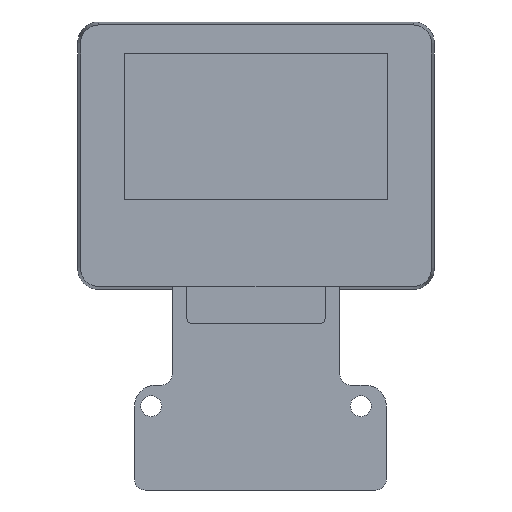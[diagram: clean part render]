
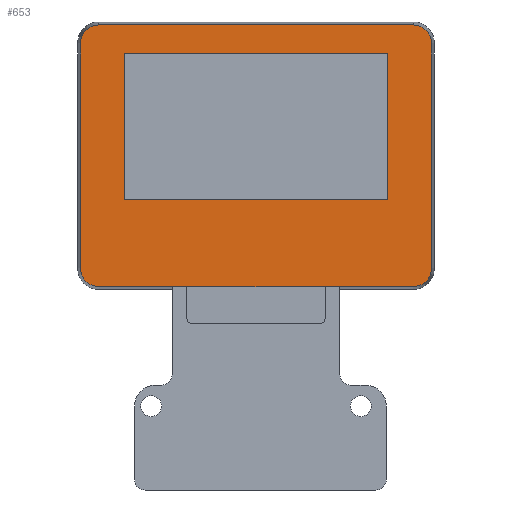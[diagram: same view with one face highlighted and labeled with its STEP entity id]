
A CAD part, front view. The second image highlights one B-rep face of the part: STEP entity #653.
In plain terms, the highlighted planar face has unit normal (0, -1, 0).
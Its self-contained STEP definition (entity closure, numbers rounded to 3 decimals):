
#6 = DIRECTION ( 'NONE',  ( 0., 0., -1. ) ) ;
#63 = ORIENTED_EDGE ( 'NONE', *, *, #1964, .F. ) ;
#130 = VECTOR ( 'NONE', #1317, 1000. ) ;
#134 = CARTESIAN_POINT ( 'NONE',  ( -6.29, -4., -2.105 ) ) ;
#168 = AXIS2_PLACEMENT_3D ( 'NONE', #650, #1995, #6 ) ;
#239 = VERTEX_POINT ( 'NONE', #418 ) ;
#287 = DIRECTION ( 'NONE',  ( 0., 0., -1. ) ) ;
#304 = VECTOR ( 'NONE', #2449, 1000. ) ;
#316 = ORIENTED_EDGE ( 'NONE', *, *, #1183, .F. ) ;
#369 = EDGE_CURVE ( 'NONE', #1944, #2799, #570, .T. ) ;
#375 = CARTESIAN_POINT ( 'NONE',  ( -8.36, -4., -5.375 ) ) ;
#377 = ORIENTED_EDGE ( 'NONE', *, *, #2709, .F. ) ;
#380 = EDGE_LOOP ( 'NONE', ( #2732, #1405, #316, #1824 ) ) ;
#401 = VECTOR ( 'NONE', #287, 1000. ) ;
#408 = AXIS2_PLACEMENT_3D ( 'NONE', #1612, #980, #2309 ) ;
#416 = VECTOR ( 'NONE', #1691, 1000. ) ;
#418 = CARTESIAN_POINT ( 'NONE',  ( 6.29, -4., 4.875 ) ) ;
#478 = CARTESIAN_POINT ( 'NONE',  ( -7.5, -4., -6.235 ) ) ;
#565 = LINE ( 'NONE', #846, #416 ) ;
#570 = LINE ( 'NONE', #2327, #304 ) ;
#618 = LINE ( 'NONE', #856, #2623 ) ;
#650 = CARTESIAN_POINT ( 'NONE',  ( -7.5, -4., -5.375 ) ) ;
#653 = ADVANCED_FACE ( 'NONE', ( #1450, #2075 ), #1827, .T. ) ;
#759 = LINE ( 'NONE', #2263, #401 ) ;
#792 = VERTEX_POINT ( 'NONE', #1588 ) ;
#846 = CARTESIAN_POINT ( 'NONE',  ( 8.36, -4., 5.375 ) ) ;
#849 = LINE ( 'NONE', #1507, #1636 ) ;
#856 = CARTESIAN_POINT ( 'NONE',  ( -6.29, -4., -2.105 ) ) ;
#925 = CARTESIAN_POINT ( 'NONE',  ( -7.5, -4., 5.375 ) ) ;
#927 = VECTOR ( 'NONE', #2782, 1000. ) ;
#980 = DIRECTION ( 'NONE',  ( 0., 1., 0. ) ) ;
#987 = VERTEX_POINT ( 'NONE', #1904 ) ;
#1028 = DIRECTION ( 'NONE',  ( -1., 0., 0. ) ) ;
#1039 = DIRECTION ( 'NONE',  ( 0., 0., -1. ) ) ;
#1067 = VERTEX_POINT ( 'NONE', #2660 ) ;
#1109 = DIRECTION ( 'NONE',  ( 0., 0., -1. ) ) ;
#1171 = LINE ( 'NONE', #2639, #2648 ) ;
#1183 = EDGE_CURVE ( 'NONE', #1067, #2371, #759, .T. ) ;
#1241 = EDGE_LOOP ( 'NONE', ( #2397, #2802, #2587, #377, #2196, #1924, #63, #2524 ) ) ;
#1261 = CARTESIAN_POINT ( 'NONE',  ( 7.5, -4., 5.375 ) ) ;
#1305 = LINE ( 'NONE', #478, #130 ) ;
#1317 = DIRECTION ( 'NONE',  ( -1., 0., 0. ) ) ;
#1354 = CARTESIAN_POINT ( 'NONE',  ( 7.5, -4., -6.235 ) ) ;
#1374 = EDGE_CURVE ( 'NONE', #2371, #1628, #618, .T. ) ;
#1389 = VERTEX_POINT ( 'NONE', #2846 ) ;
#1398 = VERTEX_POINT ( 'NONE', #1354 ) ;
#1405 = ORIENTED_EDGE ( 'NONE', *, *, #1374, .F. ) ;
#1433 = CIRCLE ( 'NONE', #168, 0.86 ) ;
#1450 = FACE_BOUND ( 'NONE', #380, .T. ) ;
#1465 = DIRECTION ( 'NONE',  ( 0., 0., -1. ) ) ;
#1507 = CARTESIAN_POINT ( 'NONE',  ( -6.29, -4., 4.875 ) ) ;
#1514 = CARTESIAN_POINT ( 'NONE',  ( 6.29, -4., 4.875 ) ) ;
#1555 = DIRECTION ( 'NONE',  ( 1., 0., 0. ) ) ;
#1588 = CARTESIAN_POINT ( 'NONE',  ( 7.5, -4., 6.235 ) ) ;
#1612 = CARTESIAN_POINT ( 'NONE',  ( 7.5, -4., -5.375 ) ) ;
#1628 = VERTEX_POINT ( 'NONE', #2804 ) ;
#1636 = VECTOR ( 'NONE', #1028, 1000. ) ;
#1691 = DIRECTION ( 'NONE',  ( 0., 0., -1. ) ) ;
#1716 = EDGE_CURVE ( 'NONE', #1398, #1389, #1305, .T. ) ;
#1727 = CARTESIAN_POINT ( 'NONE',  ( -7.5, -4., -5.375 ) ) ;
#1747 = DIRECTION ( 'NONE',  ( 1., 0., 0. ) ) ;
#1753 = DIRECTION ( 'NONE',  ( 0., 1., 0. ) ) ;
#1766 = CARTESIAN_POINT ( 'NONE',  ( 8.36, -4., -5.375 ) ) ;
#1770 = EDGE_CURVE ( 'NONE', #2044, #1398, #2112, .T. ) ;
#1824 = ORIENTED_EDGE ( 'NONE', *, *, #2401, .F. ) ;
#1827 = PLANE ( 'NONE',  #1973 ) ;
#1868 = EDGE_CURVE ( 'NONE', #1628, #239, #2335, .T. ) ;
#1904 = CARTESIAN_POINT ( 'NONE',  ( -7.5, -4., 6.235 ) ) ;
#1924 = ORIENTED_EDGE ( 'NONE', *, *, #2221, .F. ) ;
#1944 = VERTEX_POINT ( 'NONE', #375 ) ;
#1964 = EDGE_CURVE ( 'NONE', #2799, #987, #2290, .T. ) ;
#1973 = AXIS2_PLACEMENT_3D ( 'NONE', #1727, #2340, #1465 ) ;
#1995 = DIRECTION ( 'NONE',  ( 0., 1., 0. ) ) ;
#2044 = VERTEX_POINT ( 'NONE', #1766 ) ;
#2058 = AXIS2_PLACEMENT_3D ( 'NONE', #1261, #2535, #1039 ) ;
#2075 = FACE_OUTER_BOUND ( 'NONE', #1241, .T. ) ;
#2112 = CIRCLE ( 'NONE', #408, 0.86 ) ;
#2116 = EDGE_CURVE ( 'NONE', #1389, #1944, #1433, .T. ) ;
#2196 = ORIENTED_EDGE ( 'NONE', *, *, #2691, .F. ) ;
#2221 = EDGE_CURVE ( 'NONE', #987, #792, #1171, .T. ) ;
#2263 = CARTESIAN_POINT ( 'NONE',  ( -6.29, -4., 4.875 ) ) ;
#2290 = CIRCLE ( 'NONE', #2618, 0.86 ) ;
#2309 = DIRECTION ( 'NONE',  ( 0., 0., -1. ) ) ;
#2327 = CARTESIAN_POINT ( 'NONE',  ( -8.36, -4., 5.375 ) ) ;
#2335 = LINE ( 'NONE', #1514, #927 ) ;
#2340 = DIRECTION ( 'NONE',  ( 0., -1., 0. ) ) ;
#2371 = VERTEX_POINT ( 'NONE', #134 ) ;
#2397 = ORIENTED_EDGE ( 'NONE', *, *, #2116, .F. ) ;
#2401 = EDGE_CURVE ( 'NONE', #239, #1067, #849, .T. ) ;
#2421 = VERTEX_POINT ( 'NONE', #2439 ) ;
#2439 = CARTESIAN_POINT ( 'NONE',  ( 8.36, -4., 5.375 ) ) ;
#2449 = DIRECTION ( 'NONE',  ( 0., 0., 1. ) ) ;
#2524 = ORIENTED_EDGE ( 'NONE', *, *, #369, .F. ) ;
#2535 = DIRECTION ( 'NONE',  ( 0., 1., 0. ) ) ;
#2587 = ORIENTED_EDGE ( 'NONE', *, *, #1770, .F. ) ;
#2618 = AXIS2_PLACEMENT_3D ( 'NONE', #925, #1753, #1109 ) ;
#2623 = VECTOR ( 'NONE', #1747, 1000. ) ;
#2630 = CARTESIAN_POINT ( 'NONE',  ( -8.36, -4., 5.375 ) ) ;
#2639 = CARTESIAN_POINT ( 'NONE',  ( -7.5, -4., 6.235 ) ) ;
#2648 = VECTOR ( 'NONE', #1555, 1000. ) ;
#2660 = CARTESIAN_POINT ( 'NONE',  ( -6.29, -4., 4.875 ) ) ;
#2691 = EDGE_CURVE ( 'NONE', #792, #2421, #2711, .T. ) ;
#2709 = EDGE_CURVE ( 'NONE', #2421, #2044, #565, .T. ) ;
#2711 = CIRCLE ( 'NONE', #2058, 0.86 ) ;
#2732 = ORIENTED_EDGE ( 'NONE', *, *, #1868, .F. ) ;
#2782 = DIRECTION ( 'NONE',  ( 0., 0., 1. ) ) ;
#2799 = VERTEX_POINT ( 'NONE', #2630 ) ;
#2802 = ORIENTED_EDGE ( 'NONE', *, *, #1716, .F. ) ;
#2804 = CARTESIAN_POINT ( 'NONE',  ( 6.29, -4., -2.105 ) ) ;
#2846 = CARTESIAN_POINT ( 'NONE',  ( -7.5, -4., -6.235 ) ) ;
